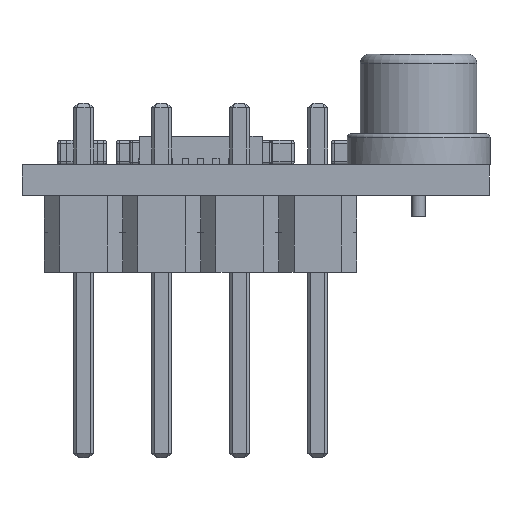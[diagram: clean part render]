
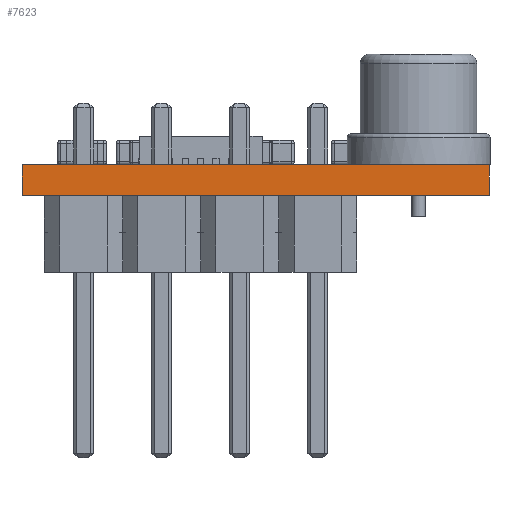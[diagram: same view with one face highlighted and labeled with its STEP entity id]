
A CAD part, front view. The second image highlights one B-rep face of the part: STEP entity #7623.
In plain terms, the highlighted planar face has unit normal (0, -1, 0).
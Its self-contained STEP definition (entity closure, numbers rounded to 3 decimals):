
#1023 = PLANE('',#1024);
#1024 = AXIS2_PLACEMENT_3D('',#1025,#1026,#1027);
#1025 = CARTESIAN_POINT('',(1.784,8.681,1.));
#1026 = DIRECTION('',(0.,0.,1.));
#1027 = DIRECTION('',(1.,0.,0.));
#1183 = PLANE('',#1184);
#1184 = AXIS2_PLACEMENT_3D('',#1185,#1186,#1187);
#1185 = CARTESIAN_POINT('',(9.39,26.23,0.));
#1186 = DIRECTION('',(1.,0.,0.));
#1187 = DIRECTION('',(0.,-1.,0.));
#1232 = VERTEX_POINT('',#1233);
#1233 = CARTESIAN_POINT('',(-5.81,-2.77,1.));
#1247 = PLANE('',#1248);
#1248 = AXIS2_PLACEMENT_3D('',#1249,#1250,#1251);
#1249 = CARTESIAN_POINT('',(-5.81,-2.77,0.));
#1250 = DIRECTION('',(-1.,0.,0.));
#1251 = DIRECTION('',(0.,1.,0.));
#1259 = EDGE_CURVE('',#1260,#1232,#1262,.T.);
#1260 = VERTEX_POINT('',#1261);
#1261 = CARTESIAN_POINT('',(9.39,-2.77,1.));
#1262 = SURFACE_CURVE('',#1263,(#1267,#1274),.PCURVE_S1.);
#1263 = LINE('',#1264,#1265);
#1264 = CARTESIAN_POINT('',(9.39,-2.77,1.));
#1265 = VECTOR('',#1266,1.);
#1266 = DIRECTION('',(-1.,0.,0.));
#1267 = PCURVE('',#1023,#1268);
#1268 = DEFINITIONAL_REPRESENTATION('',(#1269),#1273);
#1269 = LINE('',#1270,#1271);
#1270 = CARTESIAN_POINT('',(7.606,-11.451));
#1271 = VECTOR('',#1272,1.);
#1272 = DIRECTION('',(-1.,0.));
#1273 = ( GEOMETRIC_REPRESENTATION_CONTEXT(2) 
PARAMETRIC_REPRESENTATION_CONTEXT() REPRESENTATION_CONTEXT('2D SPACE',''
  ) );
#1274 = PCURVE('',#1275,#1280);
#1275 = PLANE('',#1276);
#1276 = AXIS2_PLACEMENT_3D('',#1277,#1278,#1279);
#1277 = CARTESIAN_POINT('',(9.39,-2.77,0.));
#1278 = DIRECTION('',(0.,-1.,0.));
#1279 = DIRECTION('',(-1.,0.,0.));
#1280 = DEFINITIONAL_REPRESENTATION('',(#1281),#1285);
#1281 = LINE('',#1282,#1283);
#1282 = CARTESIAN_POINT('',(0.,-1.));
#1283 = VECTOR('',#1284,1.);
#1284 = DIRECTION('',(1.,0.));
#1285 = ( GEOMETRIC_REPRESENTATION_CONTEXT(2) 
PARAMETRIC_REPRESENTATION_CONTEXT() REPRESENTATION_CONTEXT('2D SPACE',''
  ) );
#7526 = EDGE_CURVE('',#7527,#1260,#7529,.T.);
#7527 = VERTEX_POINT('',#7528);
#7528 = CARTESIAN_POINT('',(9.39,-2.77,0.));
#7529 = SURFACE_CURVE('',#7530,(#7534,#7541),.PCURVE_S1.);
#7530 = LINE('',#7531,#7532);
#7531 = CARTESIAN_POINT('',(9.39,-2.77,0.));
#7532 = VECTOR('',#7533,1.);
#7533 = DIRECTION('',(0.,0.,1.));
#7534 = PCURVE('',#1183,#7535);
#7535 = DEFINITIONAL_REPRESENTATION('',(#7536),#7540);
#7536 = LINE('',#7537,#7538);
#7537 = CARTESIAN_POINT('',(29.,0.));
#7538 = VECTOR('',#7539,1.);
#7539 = DIRECTION('',(0.,-1.));
#7540 = ( GEOMETRIC_REPRESENTATION_CONTEXT(2) 
PARAMETRIC_REPRESENTATION_CONTEXT() REPRESENTATION_CONTEXT('2D SPACE',''
  ) );
#7541 = PCURVE('',#1275,#7542);
#7542 = DEFINITIONAL_REPRESENTATION('',(#7543),#7547);
#7543 = LINE('',#7544,#7545);
#7544 = CARTESIAN_POINT('',(0.,-0.));
#7545 = VECTOR('',#7546,1.);
#7546 = DIRECTION('',(0.,-1.));
#7547 = ( GEOMETRIC_REPRESENTATION_CONTEXT(2) 
PARAMETRIC_REPRESENTATION_CONTEXT() REPRESENTATION_CONTEXT('2D SPACE',''
  ) );
#7563 = PLANE('',#7564);
#7564 = AXIS2_PLACEMENT_3D('',#7565,#7566,#7567);
#7565 = CARTESIAN_POINT('',(1.784,8.681,0.));
#7566 = DIRECTION('',(0.,0.,1.));
#7567 = DIRECTION('',(1.,0.,0.));
#7623 = ADVANCED_FACE('',(#7624),#1275,.T.);
#7624 = FACE_BOUND('',#7625,.T.);
#7625 = EDGE_LOOP('',(#7626,#7627,#7628,#7651));
#7626 = ORIENTED_EDGE('',*,*,#7526,.T.);
#7627 = ORIENTED_EDGE('',*,*,#1259,.T.);
#7628 = ORIENTED_EDGE('',*,*,#7629,.F.);
#7629 = EDGE_CURVE('',#7630,#1232,#7632,.T.);
#7630 = VERTEX_POINT('',#7631);
#7631 = CARTESIAN_POINT('',(-5.81,-2.77,0.));
#7632 = SURFACE_CURVE('',#7633,(#7637,#7644),.PCURVE_S1.);
#7633 = LINE('',#7634,#7635);
#7634 = CARTESIAN_POINT('',(-5.81,-2.77,0.));
#7635 = VECTOR('',#7636,1.);
#7636 = DIRECTION('',(0.,0.,1.));
#7637 = PCURVE('',#1275,#7638);
#7638 = DEFINITIONAL_REPRESENTATION('',(#7639),#7643);
#7639 = LINE('',#7640,#7641);
#7640 = CARTESIAN_POINT('',(15.2,0.));
#7641 = VECTOR('',#7642,1.);
#7642 = DIRECTION('',(0.,-1.));
#7643 = ( GEOMETRIC_REPRESENTATION_CONTEXT(2) 
PARAMETRIC_REPRESENTATION_CONTEXT() REPRESENTATION_CONTEXT('2D SPACE',''
  ) );
#7644 = PCURVE('',#1247,#7645);
#7645 = DEFINITIONAL_REPRESENTATION('',(#7646),#7650);
#7646 = LINE('',#7647,#7648);
#7647 = CARTESIAN_POINT('',(0.,0.));
#7648 = VECTOR('',#7649,1.);
#7649 = DIRECTION('',(0.,-1.));
#7650 = ( GEOMETRIC_REPRESENTATION_CONTEXT(2) 
PARAMETRIC_REPRESENTATION_CONTEXT() REPRESENTATION_CONTEXT('2D SPACE',''
  ) );
#7651 = ORIENTED_EDGE('',*,*,#7652,.F.);
#7652 = EDGE_CURVE('',#7527,#7630,#7653,.T.);
#7653 = SURFACE_CURVE('',#7654,(#7658,#7665),.PCURVE_S1.);
#7654 = LINE('',#7655,#7656);
#7655 = CARTESIAN_POINT('',(9.39,-2.77,0.));
#7656 = VECTOR('',#7657,1.);
#7657 = DIRECTION('',(-1.,0.,0.));
#7658 = PCURVE('',#1275,#7659);
#7659 = DEFINITIONAL_REPRESENTATION('',(#7660),#7664);
#7660 = LINE('',#7661,#7662);
#7661 = CARTESIAN_POINT('',(0.,-0.));
#7662 = VECTOR('',#7663,1.);
#7663 = DIRECTION('',(1.,0.));
#7664 = ( GEOMETRIC_REPRESENTATION_CONTEXT(2) 
PARAMETRIC_REPRESENTATION_CONTEXT() REPRESENTATION_CONTEXT('2D SPACE',''
  ) );
#7665 = PCURVE('',#7563,#7666);
#7666 = DEFINITIONAL_REPRESENTATION('',(#7667),#7671);
#7667 = LINE('',#7668,#7669);
#7668 = CARTESIAN_POINT('',(7.606,-11.451));
#7669 = VECTOR('',#7670,1.);
#7670 = DIRECTION('',(-1.,0.));
#7671 = ( GEOMETRIC_REPRESENTATION_CONTEXT(2) 
PARAMETRIC_REPRESENTATION_CONTEXT() REPRESENTATION_CONTEXT('2D SPACE',''
  ) );
